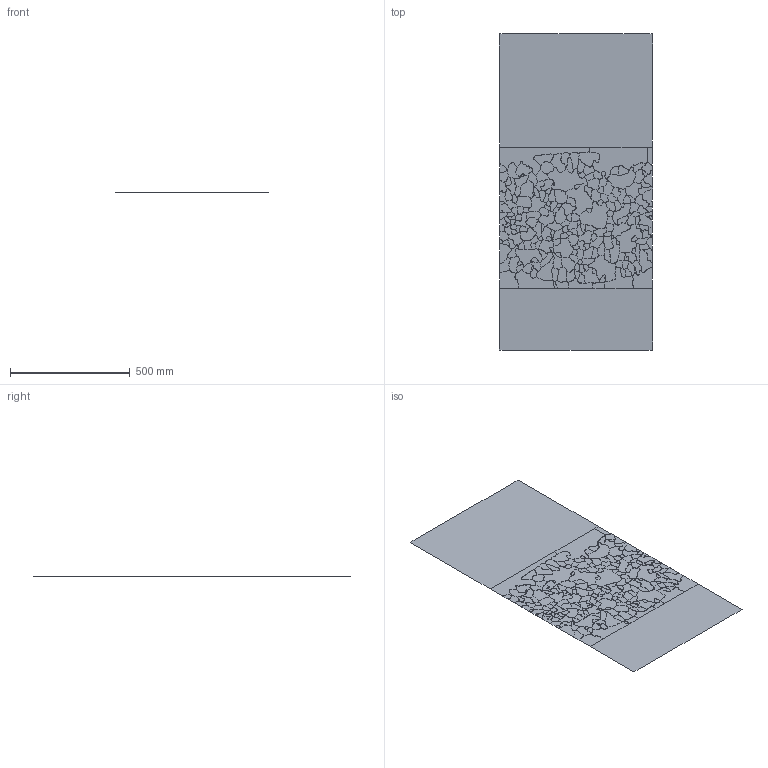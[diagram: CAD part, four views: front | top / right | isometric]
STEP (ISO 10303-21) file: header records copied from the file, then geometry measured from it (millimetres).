
FILE_DESCRIPTION(('Open CASCADE Model'),'2;1');
FILE_NAME('Open CASCADE Shape Model','2020-08-15T17:09:03',('Author'),( 'Open CASCADE'),'Open CASCADE STEP processor 6.9','Open CASCADE 6.9' ,'Unknown');
FILE_SCHEMA(('AUTOMOTIVE_DESIGN { 1 0 10303 214 1 1 1 1 }'));
Length unit declared in the file: millimetre
Products named in the file (250): Open CASCADE STEP translator 6.9 1; Open CASCADE STEP translator 6.9 1.1; Open CASCADE STEP translator 6.9 1.2; Open CASCADE STEP translator 6.9 1.3; Open CASCADE STEP translator 6.9 1.4; Open CASCADE STEP translator 6.9 1.5; Open CASCADE STEP translator 6.9 1.6; Open CASCADE STEP translator 6.9 1.7; Open CASCADE STEP translator 6.9 1.8; Open CASCADE STEP translator 6.9 1.9; Open CASCADE STEP translator 6.9 1.10; Open CASCADE STEP translator 6.9 1.11; Open CASCADE STEP translator 6.9 1.12; Open CASCADE STEP translator 6.9 1.13; Open CASCADE STEP translator 6.9 1.14; Open CASCADE STEP translator 6.9 1.15; Open CASCADE STEP translator 6.9 1.16; Open CASCADE STEP translator 6.9 1.17; Open CASCADE STEP translator 6.9 1.18; Open CASCADE STEP translator 6.9 1.19; Open CASCADE STEP translator 6.9 1.20; Open CASCADE STEP translator 6.9 1.21; Open CASCADE STEP translator 6.9 1.22; Open CASCADE STEP translator 6.9 1.23; Open CASCADE STEP translator 6.9 1.24; Open CASCADE STEP translator 6.9 1.25; Open CASCADE STEP translator 6.9 1.26; Open CASCADE STEP translator 6.9 1.27; Open CASCADE STEP translator 6.9 1.28; Open CASCADE STEP translator 6.9 1.29; Open CASCADE STEP translator 6.9 1.30; Open CASCADE STEP translator 6.9 1.31; Open CASCADE STEP translator 6.9 1.32; Open CASCADE STEP translator 6.9 1.33; Open CASCADE STEP translator 6.9 1.34; Open CASCADE STEP translator 6.9 1.35; Open CASCADE STEP translator 6.9 1.36; Open CASCADE STEP translator 6.9 1.37; Open CASCADE STEP translator 6.9 1.38; Open CASCADE STEP translator 6.9 1.39 ...
Assembly tree (249 placements, depth 2):
  Open CASCADE STEP translator 6.9 1
    Open CASCADE STEP translator 6.9 1.1
    Open CASCADE STEP translator 6.9 1.2
    Open CASCADE STEP translator 6.9 1.3
    Open CASCADE STEP translator 6.9 1.4
    Open CASCADE STEP translator 6.9 1.5
    Open CASCADE STEP translator 6.9 1.6
    Open CASCADE STEP translator 6.9 1.7
    Open CASCADE STEP translator 6.9 1.8
    Open CASCADE STEP translator 6.9 1.9
    Open CASCADE STEP translator 6.9 1.10
    Open CASCADE STEP translator 6.9 1.11
    Open CASCADE STEP translator 6.9 1.12
    Open CASCADE STEP translator 6.9 1.13
    Open CASCADE STEP translator 6.9 1.14
    Open CASCADE STEP translator 6.9 1.15
    Open CASCADE STEP translator 6.9 1.16
    Open CASCADE STEP translator 6.9 1.17
    Open CASCADE STEP translator 6.9 1.18
    Open CASCADE STEP translator 6.9 1.19
    Open CASCADE STEP translator 6.9 1.20
    Open CASCADE STEP translator 6.9 1.21
    Open CASCADE STEP translator 6.9 1.22
    Open CASCADE STEP translator 6.9 1.23
    Open CASCADE STEP translator 6.9 1.24
    Open CASCADE STEP translator 6.9 1.25
    Open CASCADE STEP translator 6.9 1.26
    Open CASCADE STEP translator 6.9 1.27
    Open CASCADE STEP translator 6.9 1.28
    Open CASCADE STEP translator 6.9 1.29
    Open CASCADE STEP translator 6.9 1.30
    Open CASCADE STEP translator 6.9 1.31
    Open CASCADE STEP translator 6.9 1.32
    Open CASCADE STEP translator 6.9 1.33
    Open CASCADE STEP translator 6.9 1.34
    Open CASCADE STEP translator 6.9 1.35
    Open CASCADE STEP translator 6.9 1.36
    Open CASCADE STEP translator 6.9 1.37
    Open CASCADE STEP translator 6.9 1.38
    Open CASCADE STEP translator 6.9 1.39
    Open CASCADE STEP translator 6.9 1.40
    Open CASCADE STEP translator 6.9 1.41
    Open CASCADE STEP translator 6.9 1.42
    Open CASCADE STEP translator 6.9 1.43
    Open CASCADE STEP translator 6.9 1.44
    Open CASCADE STEP translator 6.9 1.45
    Open CASCADE STEP translator 6.9 1.46
    Open CASCADE STEP translator 6.9 1.47
    Open CASCADE STEP translator 6.9 1.48
    Open CASCADE STEP translator 6.9 1.49
    Open CASCADE STEP translator 6.9 1.50
    Open CASCADE STEP translator 6.9 1.51
    Open CASCADE STEP translator 6.9 1.52
    Open CASCADE STEP translator 6.9 1.53
    Open CASCADE STEP translator 6.9 1.54
    Open CASCADE STEP translator 6.9 1.55
    Open CASCADE STEP translator 6.9 1.56
    Open CASCADE STEP translator 6.9 1.57
    Open CASCADE STEP translator 6.9 1.58
    Open CASCADE STEP translator 6.9 1.59
Bounding box: 638.75 x 1321.22 x 0 mm (x, y, z)
Surface area: 835868.8 mm2 (no closed solid volume)
Topology: 0 solids, 249 shells, 249 faces, 1421 edges, 1421 vertices
Faces by surface type: plane 249
Entity records: 38243 total; most frequent: CARTESIAN_POINT 16372, B_SPLINE_CURVE_WITH_KNOTS 2842, ORIENTED_EDGE 1421, EDGE_CURVE 1421, VERTEX_POINT 1421, SURFACE_CURVE 1421, PCURVE 1421, DEFINITIONAL_REPRESENTATION 1421
